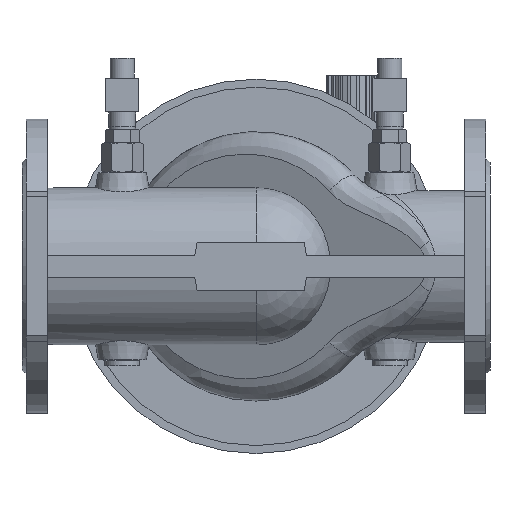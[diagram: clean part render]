
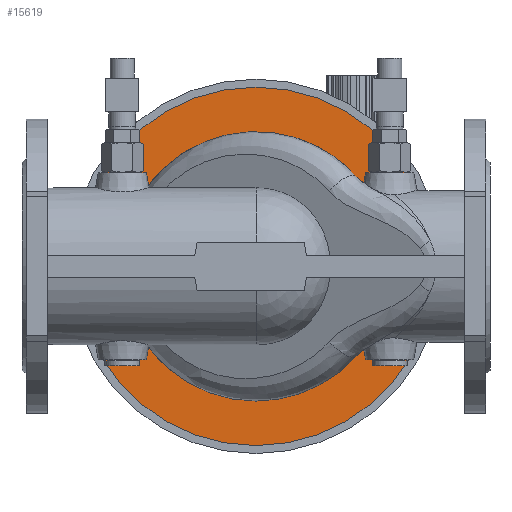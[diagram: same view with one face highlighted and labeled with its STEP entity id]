
A CAD part, front view. The second image highlights one B-rep face of the part: STEP entity #15619.
In plain terms, the highlighted planar face has unit normal (0, -1, 0).
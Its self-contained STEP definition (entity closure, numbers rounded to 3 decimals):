
#3982 = PLANE ( 'NONE',  #37817 ) ;
#3983 = CARTESIAN_POINT ( 'NONE',  ( 100.7, 116.5, 0. ) ) ;
#3988 = DIRECTION ( 'NONE',  ( 0., -1., 0. ) ) ;
#3989 = DIRECTION ( 'NONE',  ( 0., 0., -1. ) ) ;
#11182 = ORIENTED_EDGE ( 'NONE', *, *, #27221, .T. ) ;
#11366 = ORIENTED_EDGE ( 'NONE', *, *, #27016, .T. ) ;
#15619 = ADVANCED_FACE ( 'NONE', ( #20010, #20013 ), #3982, .T. ) ;
#20010 = FACE_OUTER_BOUND ( 'NONE', #37475, .T. ) ;
#20013 = FACE_BOUND ( 'NONE', #37612, .T. ) ;
#27016 = EDGE_CURVE ( 'NONE', #32189, #32189, #31631, .T. ) ;
#27221 = EDGE_CURVE ( 'NONE', #32214, #32214, #31781, .T. ) ;
#31631 = CIRCLE ( 'NONE', #32381, 134. ) ;
#31781 = CIRCLE ( 'NONE', #32443, 100.7 ) ;
#32189 = VERTEX_POINT ( 'NONE', #37280 ) ;
#32214 = VERTEX_POINT ( 'NONE', #37325 ) ;
#32381 = AXIS2_PLACEMENT_3D ( 'NONE', #33577, #33578, #33579 ) ;
#32443 = AXIS2_PLACEMENT_3D ( 'NONE', #34688, #34689, #34690 ) ;
#33577 = CARTESIAN_POINT ( 'NONE',  ( 0., 116.5, 0. ) ) ;
#33578 = DIRECTION ( 'NONE',  ( 0., -1., 0. ) ) ;
#33579 = DIRECTION ( 'NONE',  ( 0., 0., -1. ) ) ;
#34688 = CARTESIAN_POINT ( 'NONE',  ( 0., 116.5, 0. ) ) ;
#34689 = DIRECTION ( 'NONE',  ( 0., 1., 0. ) ) ;
#34690 = DIRECTION ( 'NONE',  ( 0., 0., -1. ) ) ;
#37280 = CARTESIAN_POINT ( 'NONE',  ( 0., 116.5, -134. ) ) ;
#37325 = CARTESIAN_POINT ( 'NONE',  ( 0., 116.5, -100.7 ) ) ;
#37475 = EDGE_LOOP ( 'NONE', ( #11366 ) ) ;
#37612 = EDGE_LOOP ( 'NONE', ( #11182 ) ) ;
#37817 = AXIS2_PLACEMENT_3D ( 'NONE', #3983, #3988, #3989 ) ;
